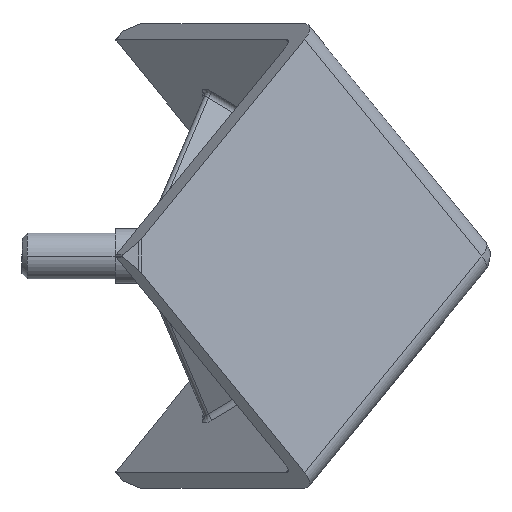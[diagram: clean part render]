
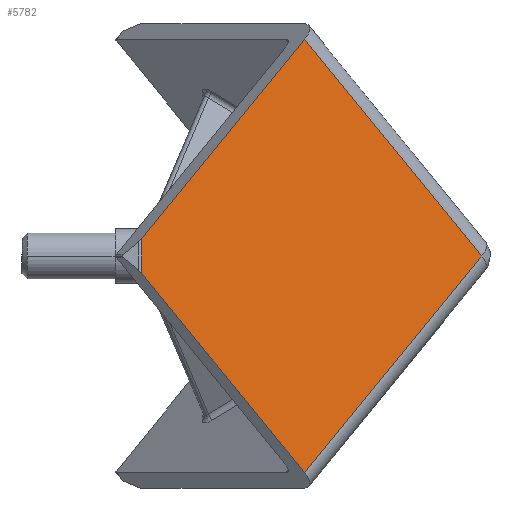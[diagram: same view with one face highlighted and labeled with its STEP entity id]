
A CAD part, front view. The second image highlights one B-rep face of the part: STEP entity #5782.
In plain terms, the highlighted planar face has unit normal (0.577, -0.817, 0).
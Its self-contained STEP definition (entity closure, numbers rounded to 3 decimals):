
#12 = ORIENTED_EDGE ( 'NONE', *, *, #5932, .F. ) ;
#31 = VERTEX_POINT ( 'NONE', #5420 ) ;
#94 = LINE ( 'NONE', #2512, #2368 ) ;
#261 = DIRECTION ( 'NONE',  ( 0., 0., 1. ) ) ;
#318 = PLANE ( 'NONE',  #2486 ) ;
#346 = LINE ( 'NONE', #3006, #4463 ) ;
#788 = EDGE_CURVE ( 'NONE', #2361, #3082, #94, .T. ) ;
#840 = CARTESIAN_POINT ( 'NONE',  ( -33.346, -23.579, -1.586 ) ) ;
#972 = LINE ( 'NONE', #1022, #2359 ) ;
#1022 = CARTESIAN_POINT ( 'NONE',  ( -18.475, -13.064, 19.799 ) ) ;
#1633 = VERTEX_POINT ( 'NONE', #6497 ) ;
#1837 = DIRECTION ( 'NONE',  ( -0.577, -0.408, 0.707 ) ) ;
#1989 = DIRECTION ( 'NONE',  ( 0.577, 0.408, -0.707 ) ) ;
#2025 = VERTEX_POINT ( 'NONE', #4052 ) ;
#2359 = VECTOR ( 'NONE', #4956, 1000. ) ;
#2361 = VERTEX_POINT ( 'NONE', #840 ) ;
#2368 = VECTOR ( 'NONE', #261, 1000. ) ;
#2486 = AXIS2_PLACEMENT_3D ( 'NONE', #3124, #7085, #3149 ) ;
#2508 = DIRECTION ( 'NONE',  ( -0.577, -0.408, -0.707 ) ) ;
#2512 = CARTESIAN_POINT ( 'NONE',  ( -33.346, -23.579, -1.414 ) ) ;
#2603 = ORIENTED_EDGE ( 'NONE', *, *, #6311, .F. ) ;
#2607 = CARTESIAN_POINT ( 'NONE',  ( -33.346, -23.579, 1.586 ) ) ;
#2952 = ORIENTED_EDGE ( 'NONE', *, *, #4685, .F. ) ;
#3006 = CARTESIAN_POINT ( 'NONE',  ( -18.475, -13.064, -19.799 ) ) ;
#3082 = VERTEX_POINT ( 'NONE', #2607 ) ;
#3124 = CARTESIAN_POINT ( 'NONE',  ( -1.155, -0.816, -1.414 ) ) ;
#3149 = DIRECTION ( 'NONE',  ( -0.816, -0.577, 0. ) ) ;
#3493 = VECTOR ( 'NONE', #1989, 1000. ) ;
#4052 = CARTESIAN_POINT ( 'NONE',  ( -18.475, -13.064, 19.799 ) ) ;
#4300 = FACE_OUTER_BOUND ( 'NONE', #4471, .T. ) ;
#4463 = VECTOR ( 'NONE', #1837, 1000. ) ;
#4471 = EDGE_LOOP ( 'NONE', ( #4541, #2952, #12, #2603, #5909 ) ) ;
#4541 = ORIENTED_EDGE ( 'NONE', *, *, #788, .F. ) ;
#4685 = EDGE_CURVE ( 'NONE', #1633, #2361, #346, .T. ) ;
#4956 = DIRECTION ( 'NONE',  ( -0.577, -0.408, -0.707 ) ) ;
#5420 = CARTESIAN_POINT ( 'NONE',  ( -2.309, -1.633, 0. ) ) ;
#5440 = EDGE_CURVE ( 'NONE', #2025, #3082, #972, .T. ) ;
#5782 = ADVANCED_FACE ( 'NONE', ( #4300 ), #318, .F. ) ;
#5887 = CARTESIAN_POINT ( 'NONE',  ( -2.309, -1.633, 0. ) ) ;
#5893 = LINE ( 'NONE', #5887, #6336 ) ;
#5909 = ORIENTED_EDGE ( 'NONE', *, *, #5440, .T. ) ;
#5932 = EDGE_CURVE ( 'NONE', #31, #1633, #5893, .T. ) ;
#6311 = EDGE_CURVE ( 'NONE', #2025, #31, #6856, .T. ) ;
#6336 = VECTOR ( 'NONE', #2508, 1000. ) ;
#6467 = CARTESIAN_POINT ( 'NONE',  ( -1.155, -0.816, -1.414 ) ) ;
#6497 = CARTESIAN_POINT ( 'NONE',  ( -18.475, -13.064, -19.799 ) ) ;
#6856 = LINE ( 'NONE', #6467, #3493 ) ;
#7085 = DIRECTION ( 'NONE',  ( -0.577, 0.816, 0. ) ) ;
